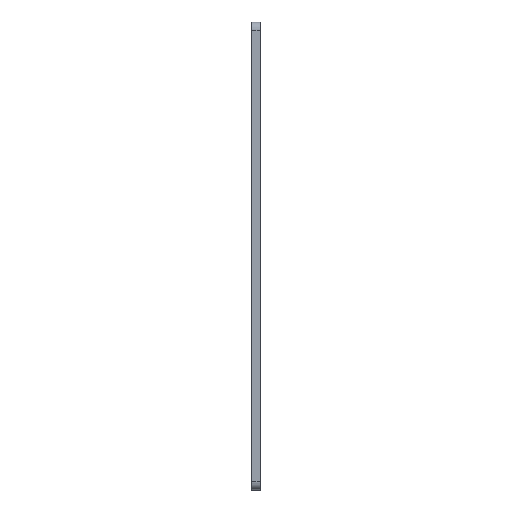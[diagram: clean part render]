
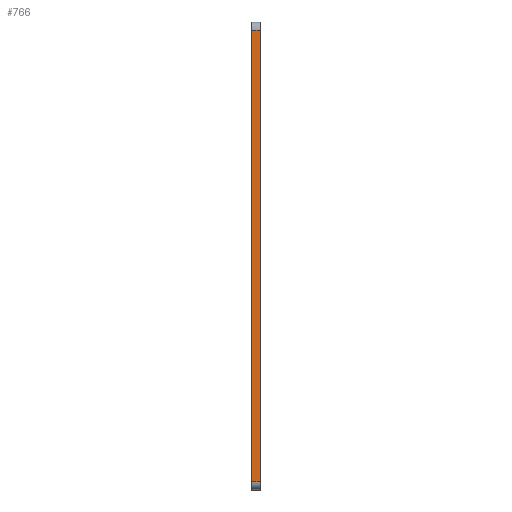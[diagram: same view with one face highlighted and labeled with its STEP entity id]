
A CAD part, left-side view. The second image highlights one B-rep face of the part: STEP entity #766.
In plain terms, the highlighted planar face has unit normal (-1, 0, 0).
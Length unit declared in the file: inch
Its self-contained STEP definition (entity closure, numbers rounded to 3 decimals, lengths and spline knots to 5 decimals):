
#106 = CARTESIAN_POINT ( 'NONE',  ( 0., 0.25, -0.25 ) ) ;
#215 = AXIS2_PLACEMENT_3D ( 'NONE', #1199, #2426, #560 ) ;
#391 = CARTESIAN_POINT ( 'NONE',  ( 0., 0.25, -0.25 ) ) ;
#533 = EDGE_CURVE ( 'NONE', #2351, #864, #1347, .T. ) ;
#560 = DIRECTION ( 'NONE',  ( 0., 0., -1. ) ) ;
#594 = EDGE_CURVE ( 'NONE', #2365, #1817, #1180, .T. ) ;
#750 = ORIENTED_EDGE ( 'NONE', *, *, #594, .T. ) ;
#765 = PLANE ( 'NONE',  #215 ) ;
#766 = ADVANCED_FACE ( 'NONE', ( #776 ), #765, .F. ) ;
#776 = FACE_OUTER_BOUND ( 'NONE', #2232, .T. ) ;
#864 = VERTEX_POINT ( 'NONE', #391 ) ;
#904 = DIRECTION ( 'NONE',  ( 0., 0., 1. ) ) ;
#935 = DIRECTION ( 'NONE',  ( 0., 1., 0. ) ) ;
#972 = CARTESIAN_POINT ( 'NONE',  ( 0., 0.25, -13.75 ) ) ;
#1036 = CARTESIAN_POINT ( 'NONE',  ( 0., 0., -13.75 ) ) ;
#1153 = CARTESIAN_POINT ( 'NONE',  ( 0., 0.25, 0. ) ) ;
#1180 = LINE ( 'NONE', #2003, #1233 ) ;
#1199 = CARTESIAN_POINT ( 'NONE',  ( 0., 0.25, 0. ) ) ;
#1219 = DIRECTION ( 'NONE',  ( 0., 0., 1. ) ) ;
#1233 = VECTOR ( 'NONE', #1219, 39.37008 ) ;
#1347 = LINE ( 'NONE', #1153, #2694 ) ;
#1399 = CARTESIAN_POINT ( 'NONE',  ( 0., 0., -0.25 ) ) ;
#1424 = LINE ( 'NONE', #2673, #1861 ) ;
#1554 = ORIENTED_EDGE ( 'NONE', *, *, #533, .F. ) ;
#1656 = ORIENTED_EDGE ( 'NONE', *, *, #1996, .T. ) ;
#1684 = DIRECTION ( 'NONE',  ( 0., -1., 0. ) ) ;
#1773 = ORIENTED_EDGE ( 'NONE', *, *, #1804, .T. ) ;
#1804 = EDGE_CURVE ( 'NONE', #1817, #864, #2128, .T. ) ;
#1817 = VERTEX_POINT ( 'NONE', #1399 ) ;
#1861 = VECTOR ( 'NONE', #1684, 39.37008 ) ;
#1956 = VECTOR ( 'NONE', #935, 39.37008 ) ;
#1996 = EDGE_CURVE ( 'NONE', #2351, #2365, #1424, .T. ) ;
#2003 = CARTESIAN_POINT ( 'NONE',  ( 0., 0., 0. ) ) ;
#2128 = LINE ( 'NONE', #106, #1956 ) ;
#2232 = EDGE_LOOP ( 'NONE', ( #1554, #1656, #750, #1773 ) ) ;
#2351 = VERTEX_POINT ( 'NONE', #972 ) ;
#2365 = VERTEX_POINT ( 'NONE', #1036 ) ;
#2426 = DIRECTION ( 'NONE',  ( 1., 0., 0. ) ) ;
#2673 = CARTESIAN_POINT ( 'NONE',  ( 0., 0.25, -13.75 ) ) ;
#2694 = VECTOR ( 'NONE', #904, 39.37008 ) ;
